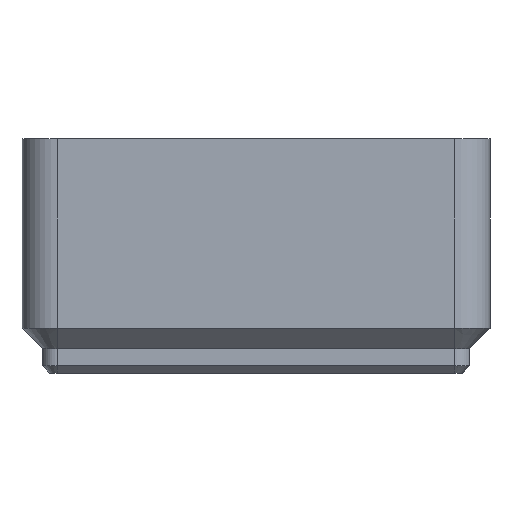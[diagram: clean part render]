
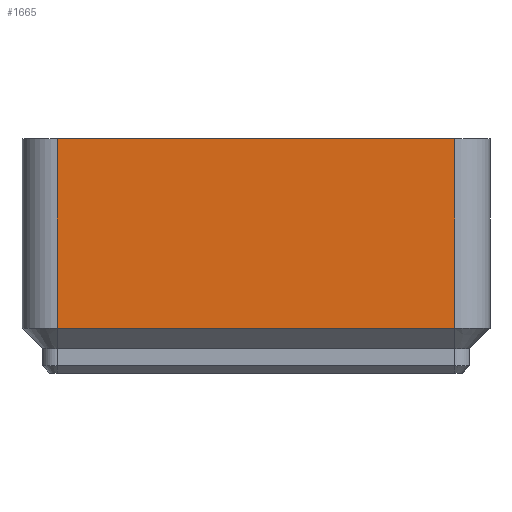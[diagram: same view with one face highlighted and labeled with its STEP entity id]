
A CAD part, front view. The second image highlights one B-rep face of the part: STEP entity #1665.
In plain terms, the highlighted planar face has unit normal (0, -1, 0).
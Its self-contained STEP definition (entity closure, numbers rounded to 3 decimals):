
#175=FACE_OUTER_BOUND('',#281,.T.);
#281=EDGE_LOOP('',(#1477,#1478,#1479,#1480));
#307=LINE('',#2447,#469);
#441=LINE('',#2834,#603);
#444=LINE('',#2840,#606);
#445=LINE('',#2842,#607);
#469=VECTOR('',#1912,10.);
#603=VECTOR('',#2336,10.);
#606=VECTOR('',#2343,10.);
#607=VECTOR('',#2346,10.);
#704=VERTEX_POINT('',#2440);
#706=VERTEX_POINT('',#2446);
#804=VERTEX_POINT('',#2831);
#805=VERTEX_POINT('',#2833);
#841=EDGE_CURVE('',#704,#706,#307,.T.);
#1032=EDGE_CURVE('',#805,#804,#441,.T.);
#1036=EDGE_CURVE('',#805,#704,#444,.T.);
#1037=EDGE_CURVE('',#804,#706,#445,.T.);
#1477=ORIENTED_EDGE('',*,*,#1036,.F.);
#1478=ORIENTED_EDGE('',*,*,#1032,.T.);
#1479=ORIENTED_EDGE('',*,*,#1037,.T.);
#1480=ORIENTED_EDGE('',*,*,#841,.F.);
#1563=PLANE('',#1849);
#1665=ADVANCED_FACE('',(#175),#1563,.T.);
#1849=AXIS2_PLACEMENT_3D('',#2841,#2344,#2345);
#1912=DIRECTION('',(-1.,0.,0.));
#2336=DIRECTION('',(-1.,0.,0.));
#2343=DIRECTION('',(0.,0.,-1.));
#2344=DIRECTION('center_axis',(0.,-1.,0.));
#2345=DIRECTION('ref_axis',(1.,0.,0.));
#2346=DIRECTION('',(0.,0.,-1.));
#2440=CARTESIAN_POINT('',(45.75,0.,-0.25));
#2446=CARTESIAN_POINT('',(3.75,0.,-0.25));
#2447=CARTESIAN_POINT('',(41.5,0.,-0.25));
#2831=CARTESIAN_POINT('',(3.75,0.,19.8));
#2833=CARTESIAN_POINT('',(45.75,0.,19.8));
#2834=CARTESIAN_POINT('',(12.375,0.,19.8));
#2840=CARTESIAN_POINT('',(45.75,0.,0.));
#2841=CARTESIAN_POINT('Origin',(0.,0.,0.));
#2842=CARTESIAN_POINT('',(3.75,0.,0.));
